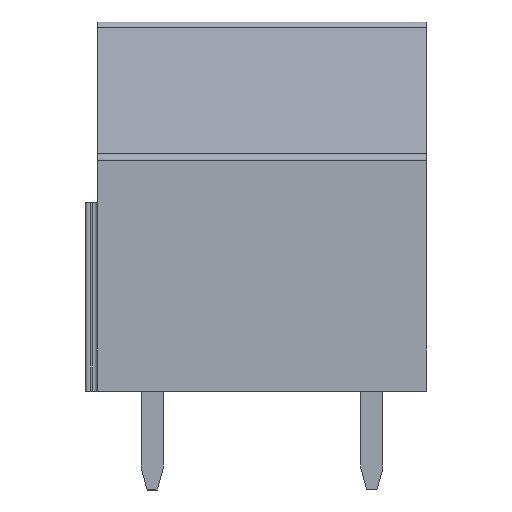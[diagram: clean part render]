
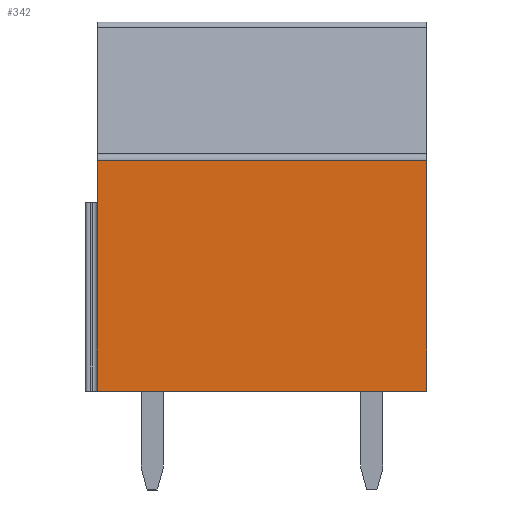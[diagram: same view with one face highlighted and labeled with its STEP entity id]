
A CAD part, front view. The second image highlights one B-rep face of the part: STEP entity #342.
In plain terms, the highlighted planar face has unit normal (0, -1, 0).
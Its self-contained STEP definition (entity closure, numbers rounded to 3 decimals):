
#342 = ADVANCED_FACE( '', ( #741 ), #742, .T. );
#741 = FACE_OUTER_BOUND( '', #1188, .T. );
#742 = PLANE( '', #1189 );
#1188 = EDGE_LOOP( '', ( #2161, #2162, #2163, #2164 ) );
#1189 = AXIS2_PLACEMENT_3D( '', #2165, #2166, #2167 );
#2161 = ORIENTED_EDGE( '', *, *, #2986, .T. );
#2162 = ORIENTED_EDGE( '', *, *, #2987, .T. );
#2163 = ORIENTED_EDGE( '', *, *, #2779, .T. );
#2164 = ORIENTED_EDGE( '', *, *, #2650, .T. );
#2165 = CARTESIAN_POINT( '', ( 222.987, 32.148, 5.1 ) );
#2166 = DIRECTION( '', ( 0., -1., 0. ) );
#2167 = DIRECTION( '', ( 0., 0., 1. ) );
#2650 = EDGE_CURVE( '', #3187, #3185, #3188, .T. );
#2779 = EDGE_CURVE( '', #3394, #3187, #3395, .T. );
#2986 = EDGE_CURVE( '', #3185, #3700, #3701, .T. );
#2987 = EDGE_CURVE( '', #3700, #3394, #3702, .T. );
#3185 = VERTEX_POINT( '', #3948 );
#3187 = VERTEX_POINT( '', #3950 );
#3188 = LINE( '', #3951, #3952 );
#3394 = VERTEX_POINT( '', #4230 );
#3395 = LINE( '', #4231, #4232 );
#3700 = VERTEX_POINT( '', #4668 );
#3701 = LINE( '', #4669, #4670 );
#3702 = LINE( '', #4671, #4672 );
#3948 = CARTESIAN_POINT( '', ( 229.737, 32.148, 10.5 ) );
#3950 = CARTESIAN_POINT( '', ( 229.737, 32.148, 0. ) );
#3951 = CARTESIAN_POINT( '', ( 229.737, 32.148, 5.1 ) );
#3952 = VECTOR( '', #4881, 1000. );
#4230 = CARTESIAN_POINT( '', ( 214.737, 32.148, 0. ) );
#4231 = CARTESIAN_POINT( '', ( 219.737, 32.148, 0. ) );
#4232 = VECTOR( '', #5031, 1000. );
#4668 = CARTESIAN_POINT( '', ( 214.737, 32.148, 10.5 ) );
#4669 = CARTESIAN_POINT( '', ( 234.737, 32.148, 10.5 ) );
#4670 = VECTOR( '', #5241, 1000. );
#4671 = CARTESIAN_POINT( '', ( 214.737, 32.148, 5.1 ) );
#4672 = VECTOR( '', #5242, 1000. );
#4881 = DIRECTION( '', ( 0., 0., 1. ) );
#5031 = DIRECTION( '', ( 1., 0., 0. ) );
#5241 = DIRECTION( '', ( -1., 0., 0. ) );
#5242 = DIRECTION( '', ( 0., 0., -1. ) );
